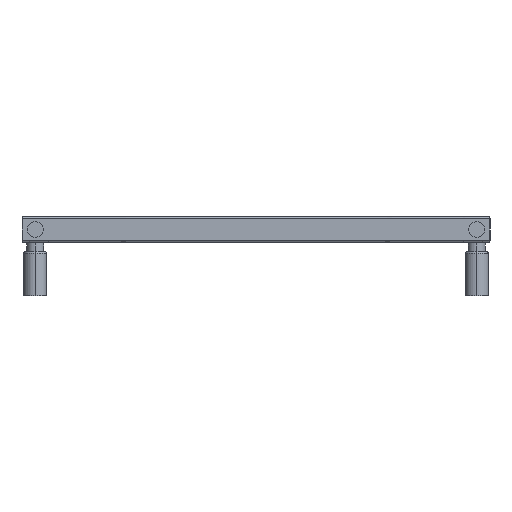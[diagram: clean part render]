
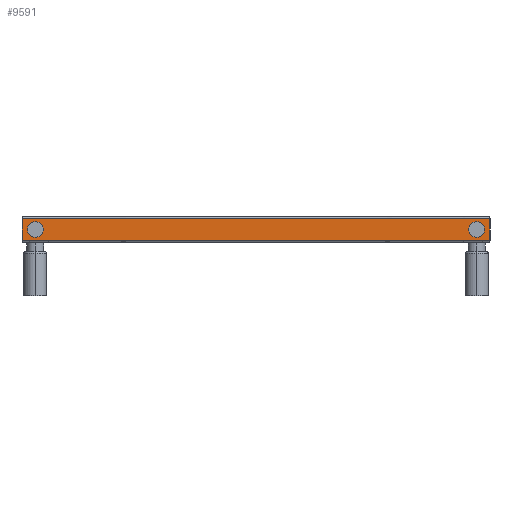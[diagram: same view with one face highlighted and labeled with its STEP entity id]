
A CAD part, front view. The second image highlights one B-rep face of the part: STEP entity #9591.
In plain terms, the highlighted planar face has unit normal (0, -1, 0).
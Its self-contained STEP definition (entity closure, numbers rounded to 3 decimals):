
#4009=CARTESIAN_POINT('',(-264.5,-800.,12.25));
#4267=DIRECTION('',(0.,0.,1.));
#4268=VECTOR('',#4267,24.5);
#4269=CARTESIAN_POINT('',(-264.5,-800.,-12.25));
#4270=LINE('',#4269,#4268);
#4274=DIRECTION('',(1.,0.,0.));
#4275=VECTOR('',#4274,529.);
#4276=CARTESIAN_POINT('',(-264.5,-800.,12.25));
#4277=LINE('',#4276,#4275);
#4281=DIRECTION('',(0.,0.,-1.));
#4282=VECTOR('',#4281,24.5);
#4283=CARTESIAN_POINT('',(264.5,-800.,12.25));
#4284=LINE('',#4283,#4282);
#4288=CARTESIAN_POINT('',(-250.,-800.,0.));
#4289=DIRECTION('',(0.,-1.,0.));
#4290=DIRECTION('',(1.,0.,0.));
#4291=AXIS2_PLACEMENT_3D('',#4288,#4289,#4290);
#4296=CARTESIAN_POINT('',(-250.,-800.,0.));
#4297=DIRECTION('',(0.,-1.,0.));
#4298=DIRECTION('',(-1.,0.,0.));
#4299=AXIS2_PLACEMENT_3D('',#4296,#4297,#4298);
#4304=CARTESIAN_POINT('',(250.,-800.,0.));
#4305=DIRECTION('',(0.,-1.,0.));
#4306=DIRECTION('',(1.,0.,0.));
#4307=AXIS2_PLACEMENT_3D('',#4304,#4305,#4306);
#4312=CARTESIAN_POINT('',(250.,-800.,0.));
#4313=DIRECTION('',(0.,-1.,0.));
#4314=DIRECTION('',(-1.,0.,0.));
#4315=AXIS2_PLACEMENT_3D('',#4312,#4313,#4314);
#4355=DIRECTION('',(1.,0.,0.));
#4356=VECTOR('',#4355,529.);
#4357=CARTESIAN_POINT('',(-264.5,-800.,-12.25));
#4358=LINE('',#4357,#4356);
#4362=CARTESIAN_POINT('',(264.5,-800.,-12.25));
#7025=CARTESIAN_POINT('',(-241.,-800.,0.));
#7026=VERTEX_POINT('',#7025);
#7027=CARTESIAN_POINT('',(-259.,-800.,0.));
#7028=VERTEX_POINT('',#7027);
#7029=CARTESIAN_POINT('',(259.,-800.,0.));
#7030=VERTEX_POINT('',#7029);
#7031=CARTESIAN_POINT('',(241.,-800.,0.));
#7032=VERTEX_POINT('',#7031);
#7357=VERTEX_POINT('',#4009);
#7362=CARTESIAN_POINT('',(-264.5,-800.,-12.25));
#7363=VERTEX_POINT('',#7362);
#7365=VERTEX_POINT('',#4362);
#7370=CARTESIAN_POINT('',(264.5,-800.,12.25));
#7371=VERTEX_POINT('',#7370);
#9566=CARTESIAN_POINT('',(-250.,-800.,12.25));
#9567=DIRECTION('',(0.,-1.,0.));
#9568=DIRECTION('',(0.,0.,-1.));
#9569=AXIS2_PLACEMENT_3D('',#9566,#9567,#9568);
#9570=PLANE('',#9569);
#9571=ORIENTED_EDGE('',*,*,#9559,.T.);
#9572=ORIENTED_EDGE('',*,*,#9147,.T.);
#9574=ORIENTED_EDGE('',*,*,#9573,.T.);
#9576=ORIENTED_EDGE('',*,*,#9575,.F.);
#9577=EDGE_LOOP('',(#9571,#9572,#9574,#9576));
#9578=FACE_OUTER_BOUND('',#9577,.F.);
#9580=ORIENTED_EDGE('',*,*,#9579,.T.);
#9582=ORIENTED_EDGE('',*,*,#9581,.T.);
#9583=EDGE_LOOP('',(#9580,#9582));
#9584=FACE_BOUND('',#9583,.F.);
#9586=ORIENTED_EDGE('',*,*,#9585,.T.);
#9588=ORIENTED_EDGE('',*,*,#9587,.T.);
#9589=EDGE_LOOP('',(#9586,#9588));
#9590=FACE_BOUND('',#9589,.F.);
#4292=CIRCLE('',#4291,9.);
#4300=CIRCLE('',#4299,9.);
#4308=CIRCLE('',#4307,9.);
#4316=CIRCLE('',#4315,9.);
#9147=EDGE_CURVE('',#7357,#7371,#4277,.T.);
#9559=EDGE_CURVE('',#7363,#7357,#4270,.T.);
#9573=EDGE_CURVE('',#7371,#7365,#4284,.T.);
#9575=EDGE_CURVE('',#7363,#7365,#4358,.T.);
#9579=EDGE_CURVE('',#7026,#7028,#4292,.T.);
#9581=EDGE_CURVE('',#7028,#7026,#4300,.T.);
#9585=EDGE_CURVE('',#7030,#7032,#4308,.T.);
#9587=EDGE_CURVE('',#7032,#7030,#4316,.T.);
#9591=ADVANCED_FACE('',(#9578,#9584,#9590),#9570,.T.);
